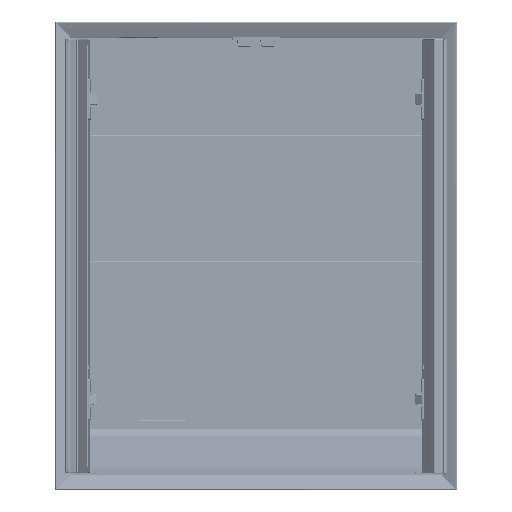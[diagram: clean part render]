
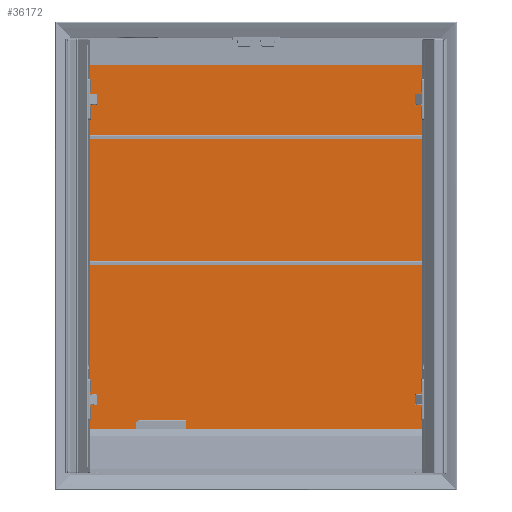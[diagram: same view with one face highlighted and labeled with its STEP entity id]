
A CAD part, front view. The second image highlights one B-rep face of the part: STEP entity #36172.
In plain terms, the highlighted face is planar.
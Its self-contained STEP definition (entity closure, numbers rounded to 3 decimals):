
#35819=DIRECTION('',(0.,0.,-1.));
#35820=VECTOR('',#35819,589.);
#35821=CARTESIAN_POINT('',(-285.5,2.5,294.5));
#35822=LINE('',#35821,#35820);
#35823=DIRECTION('',(1.,0.,0.));
#35824=VECTOR('',#35823,571.);
#35825=CARTESIAN_POINT('',(-285.5,2.5,-294.5));
#35826=LINE('',#35825,#35824);
#35827=DIRECTION('',(0.,0.,1.));
#35828=VECTOR('',#35827,589.);
#35829=CARTESIAN_POINT('',(285.5,2.5,-294.5));
#35830=LINE('',#35829,#35828);
#35831=DIRECTION('',(-1.,0.,0.));
#35832=VECTOR('',#35831,571.);
#35833=CARTESIAN_POINT('',(285.5,2.5,294.5));
#35834=LINE('',#35833,#35832);
#35901=CARTESIAN_POINT('',(-285.5,2.5,-294.5));
#35902=VERTEX_POINT('',#35901);
#35903=CARTESIAN_POINT('',(-285.5,2.5,294.5));
#35904=VERTEX_POINT('',#35903);
#35935=CARTESIAN_POINT('',(285.5,2.5,294.5));
#35936=VERTEX_POINT('',#35935);
#35939=CARTESIAN_POINT('',(285.5,2.5,-294.5));
#35940=VERTEX_POINT('',#35939);
#36159=CARTESIAN_POINT('',(0.,2.5,0.));
#36160=DIRECTION('',(0.,1.,0.));
#36161=DIRECTION('',(1.,0.,0.));
#36162=AXIS2_PLACEMENT_3D('',#36159,#36160,#36161);
#36163=PLANE('',#36162);
#36164=ORIENTED_EDGE('',*,*,#36003,.T.);
#36166=ORIENTED_EDGE('',*,*,#36165,.T.);
#36168=ORIENTED_EDGE('',*,*,#36167,.T.);
#36169=ORIENTED_EDGE('',*,*,#36150,.T.);
#36170=EDGE_LOOP('',(#36164,#36166,#36168,#36169));
#36171=FACE_OUTER_BOUND('',#36170,.F.);
#36172=ADVANCED_FACE('',(#36171),#36163,.T.);
#36003=EDGE_CURVE('',#35904,#35902,#35822,.T.);
#36150=EDGE_CURVE('',#35936,#35904,#35834,.T.);
#36165=EDGE_CURVE('',#35902,#35940,#35826,.T.);
#36167=EDGE_CURVE('',#35940,#35936,#35830,.T.);
